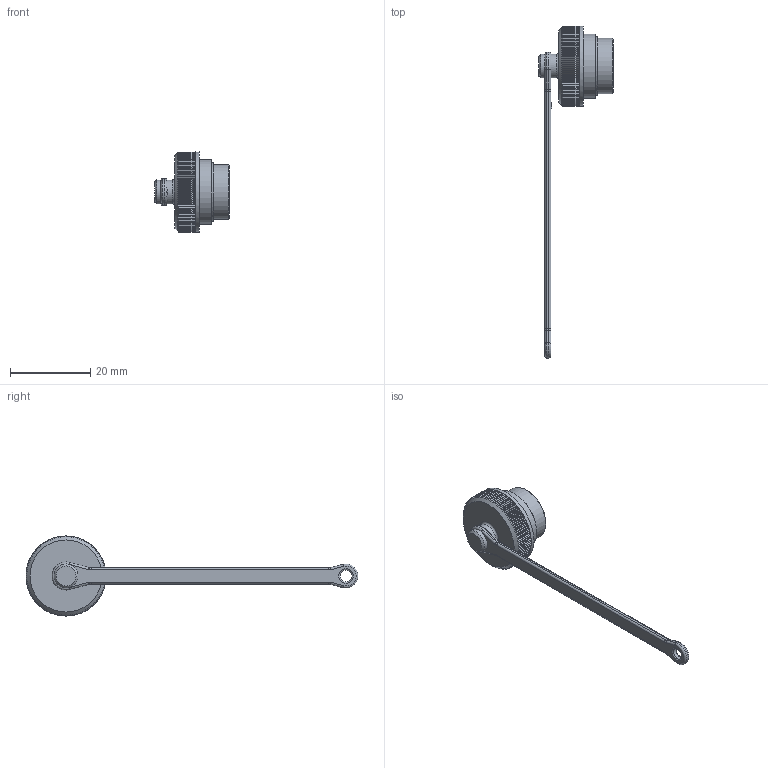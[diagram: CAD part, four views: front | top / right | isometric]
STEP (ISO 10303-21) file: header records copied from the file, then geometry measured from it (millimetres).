
FILE_DESCRIPTION(/* description */ (''),/* implementation_level */ '2;1');
FILE_NAME(/* name */ '08-1080-000-000_bg.stp',/* time_stamp */ '2010-04-13T09:52:51+02:00',/* author */ (''),/* organization */ (''),/* preprocessor_version */ 'ST-DEVELOPER v11',/* originating_system */ 'UGS - NX 5.0',/* authorisation */ '');
FILE_SCHEMA (('CONFIG_CONTROL_DESIGN'));
Length unit declared in the file: millimetre
Products named in the file (1): cerlF0C0svli
Bounding box: 18.5 x 82.99 x 20 mm (x, y, z)
Volume: 2481.8 mm3; surface area: 2637.8 mm2
Topology: 1 solids, 1 shells, 451 faces, 1292 edges, 850 vertices
Faces by surface type: plane 406, cylinder 26, torus 15, cone 4
Full cylindrical faces by diameter (mm): 3 x1, 6 x2, 12 x1, 13.8 x1, 14.7 x1, 16 x1, 20 x1
Entity records: 14923 total; most frequent: CARTESIAN_POINT 3321, ORIENTED_EDGE 2546, DIRECTION 2247, EDGE_CURVE 1273, VERTEX_POINT 846, AXIS2_PLACEMENT_3D 772, LINE 703, VECTOR 703
